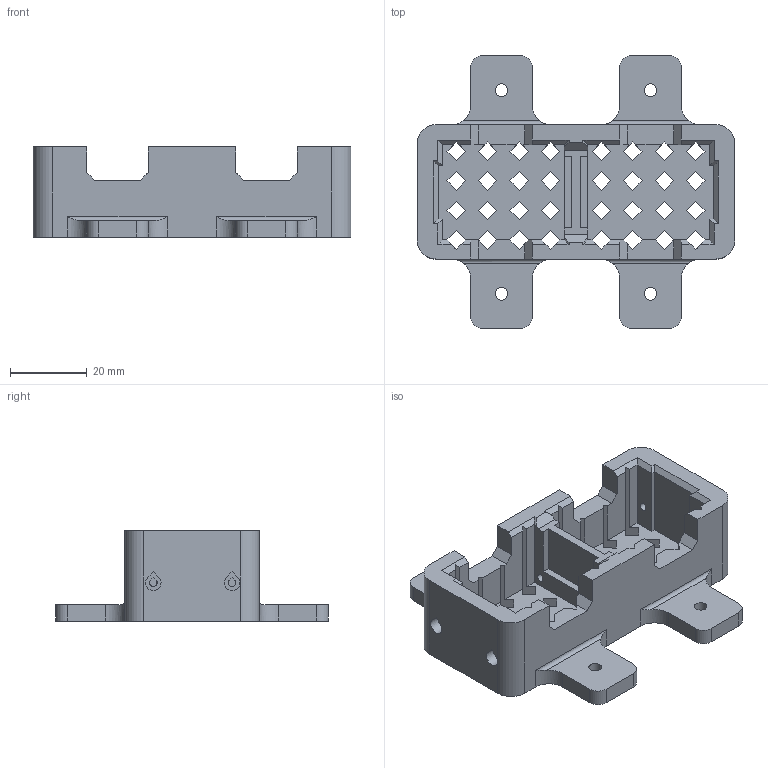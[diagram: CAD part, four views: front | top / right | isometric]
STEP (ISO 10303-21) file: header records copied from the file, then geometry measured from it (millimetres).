
FILE_DESCRIPTION(/* description */ (''),/* implementation_level */ '2;1');
FILE_NAME(/* name */ 'servo_holder_dual.step',/* time_stamp */ '2025-11-28T12:30:03+01:00',/* author */ (''),/* organization */ (''),/* preprocessor_version */ 'ST-DEVELOPER v20.1',/* originating_system */ 'Autodesk Translation Framework v14.17.0.0',/* authorisation */ '');
FILE_SCHEMA (('AUTOMOTIVE_DESIGN { 1 0 10303 214 3 1 1 }'));
Length unit declared in the file: millimetre
Products named in the file (3): motor_holder_2; SO101 Assembly; Upper_arm_SO101
Assembly tree (2 placements, depth 3):
  motor_holder_2
    SO101 Assembly
      Upper_arm_SO101
Bounding box: 82.8 x 71 x 23.5 mm (x, y, z)
Volume: 34290.2 mm3; surface area: 19369.1 mm2
Topology: 1 solids, 1 shells, 322 faces, 950 edges, 622 vertices
Faces by surface type: plane 280, cylinder 42
Full cylindrical faces by diameter (mm): 3.3 x4
Entity records: 10810 total; most frequent: CARTESIAN_POINT 1939, ORIENTED_EDGE 1900, DIRECTION 1672, EDGE_CURVE 950, LINE 866, VECTOR 866, VERTEX_POINT 622, AXIS2_PLACEMENT_3D 403
